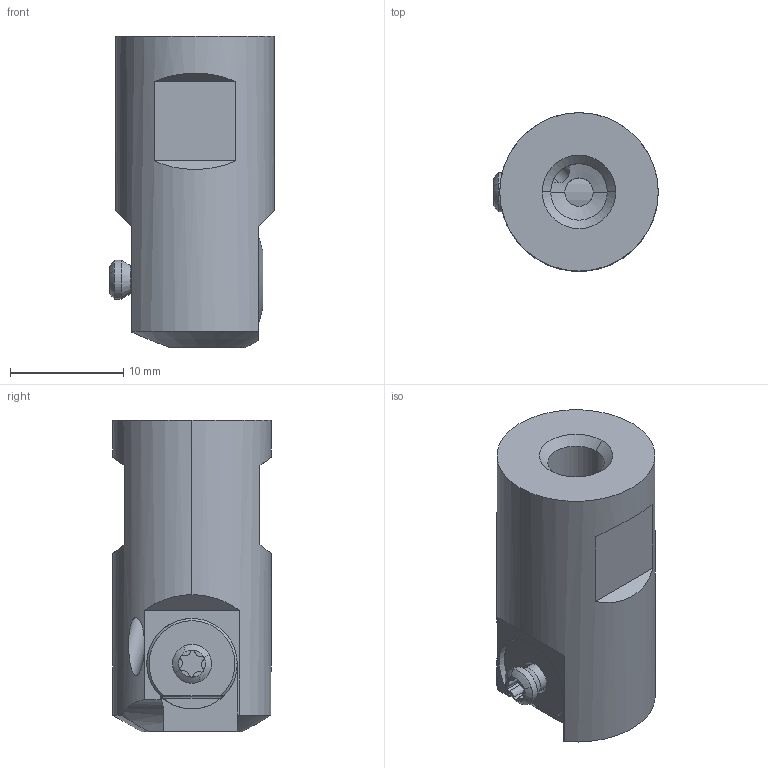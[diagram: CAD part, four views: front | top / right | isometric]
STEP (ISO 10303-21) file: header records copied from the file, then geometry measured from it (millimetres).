
FILE_DESCRIPTION(('no description'),'unknown implementation level');
FILE_NAME('9D78797D-FEB8-4F46-A4C2-6FC46622E0DE_export.stp',' ',('CIMSOURCE GmbH'),('CADClick - KiM GmbH - www.kimweb.de'),'unknown preprocess','ACIS','unknown authorization');
FILE_SCHEMA(('automotive_design'));
Length unit declared in the file: millimetre
Products named in the file (3): 310.020|310.020.STEP|310.062 Kaiser Werkzeugk_rper EW15.STEP;NONE; 310.020|310.020.STEP|310.063 Kaiser Werkzeugtr_ger zu EW15.STEP|690.610 Kaiser ETL M2,5 X 5F.STEP;NONE; 310.020|310.020.STEP|310.063 Kaiser Werkzeugtr_ger zu EW15.STEP|310.063 Kaiser Werkzeugtr_ger zu EW15_EW 18.STEP;NONE
Bounding box: 14.53 x 14 x 27.5 mm (x, y, z)
Volume: 3599.2 mm3; surface area: 2380.2 mm2
Topology: 3 solids, 3 shells, 121 faces, 292 edges, 180 vertices
Faces by surface type: cylinder 56, plane 40, cone 21, sphere 4
Entity records: 7378 total; most frequent: CARTESIAN_POINT 1113, DIRECTION 651, STYLED_ITEM 594, PRESENTATION_STYLE_ASSIGNMENT 594, COLOUR_RGB 594, ORIENTED_EDGE 580, EDGE_CURVE 290, CURVE_STYLE 290
